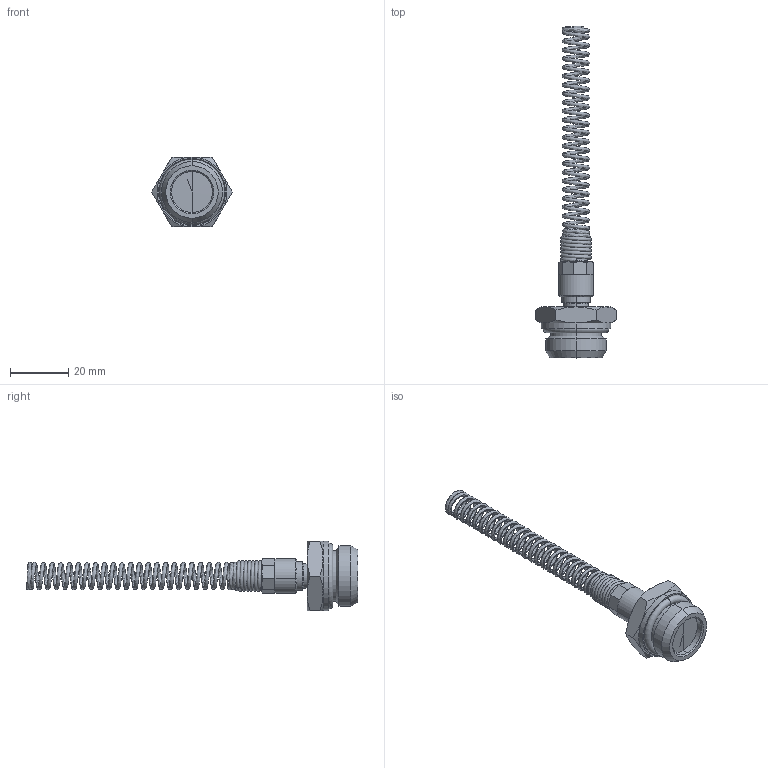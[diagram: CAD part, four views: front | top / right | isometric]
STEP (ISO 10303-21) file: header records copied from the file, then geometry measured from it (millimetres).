
FILE_DESCRIPTION (( 'STEP AP214' ), '1' );
FILE_NAME ('0102800004.step', '2012-09-28T13:20:24', ( '' ), ( '' ), 'SwSTEP 2.0', 'SolidWorks 2012', '' );
FILE_SCHEMA (( 'AUTOMOTIVE_DESIGN' ));
Length unit declared in the file: millimetre
Products named in the file (1): 0102800004
Bounding box: 27.71 x 114 x 24 mm (x, y, z)
Volume: 9250.8 mm3; surface area: 7117.2 mm2
Topology: 2 solids, 3 shells, 117 faces, 260 edges, 154 vertices
Faces by surface type: cone 48, cylinder 30, plane 26, bspline 7, torus 6
Entity records: 21165 total; most frequent: CARTESIAN_POINT 17366, ORIENTED_EDGE 516, DIRECTION 509, EDGE_CURVE 258, AXIS2_PLACEMENT_3D 215, VERTEX_POINT 154, EDGE_LOOP 126, UNCERTAINTY_MEASURE_WITH_UNIT 121
